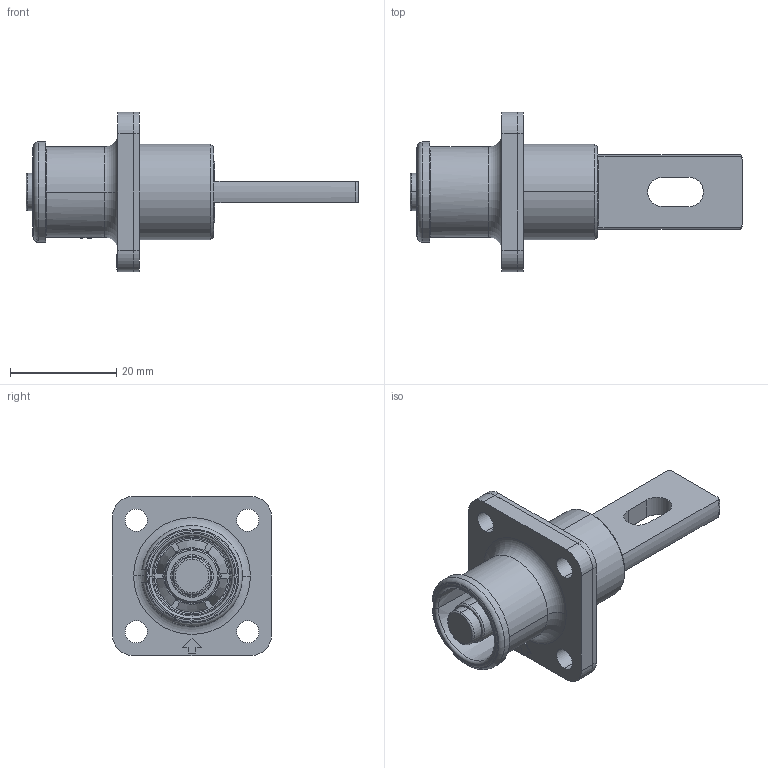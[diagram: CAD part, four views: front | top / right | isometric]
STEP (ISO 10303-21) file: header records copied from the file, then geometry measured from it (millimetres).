
FILE_DESCRIPTION((''),'2;1');
FILE_NAME('C10-731950-X12_H','2017-07-19T',('SEVEN.XIE'),(''),'PRO/ENGINEER BY PARAMETRIC TECHNOLOGY CORPORATION, 2013230','PRO/ENGINEER BY PARAMETRIC TECHNOLOGY CORPORATION, 2013230','');
FILE_SCHEMA(('CONFIG_CONTROL_DESIGN'));
Length unit declared in the file: inch
Products named in the file (1): C10-731950-X12_H
Bounding box: 62.5 x 30 x 30 mm (x, y, z)
Volume: 9096.3 mm3; surface area: 9105.9 mm2
Topology: 1 solids, 1 shells, 192 faces, 509 edges, 323 vertices
Faces by surface type: plane 77, cylinder 65, cone 30, torus 20
Entity records: 6325 total; most frequent: CARTESIAN_POINT 1386, DIRECTION 1059, ORIENTED_EDGE 1018, EDGE_CURVE 509, AXIS2_PLACEMENT_3D 422, VERTEX_POINT 323, CIRCLE 230, EDGE_LOOP 226
